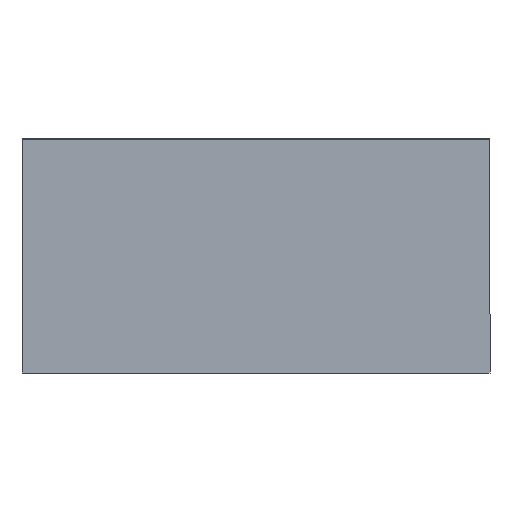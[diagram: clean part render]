
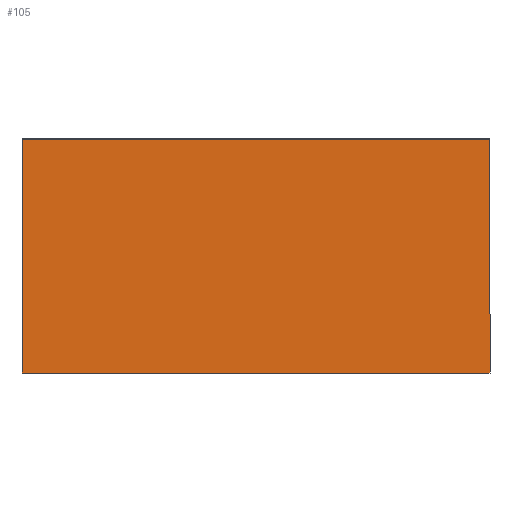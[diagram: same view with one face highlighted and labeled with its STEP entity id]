
A CAD part, left-side view. The second image highlights one B-rep face of the part: STEP entity #105.
In plain terms, the highlighted face is planar.
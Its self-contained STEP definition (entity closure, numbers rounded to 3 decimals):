
#105 = ADVANCED_FACE( '', ( #177 ), #178, .T. );
#177 = FACE_OUTER_BOUND( '', #227, .T. );
#178 = PLANE( '', #228 );
#227 = EDGE_LOOP( '', ( #310, #311, #312, #313 ) );
#228 = AXIS2_PLACEMENT_3D( '', #314, #315, #316 );
#310 = ORIENTED_EDGE( '', *, *, #365, .T. );
#311 = ORIENTED_EDGE( '', *, *, #335, .T. );
#312 = ORIENTED_EDGE( '', *, *, #345, .T. );
#313 = ORIENTED_EDGE( '', *, *, #356, .T. );
#314 = CARTESIAN_POINT( '', ( 0., 0., -0.375 ) );
#315 = DIRECTION( '', ( 0., 0., -1. ) );
#316 = DIRECTION( '', ( -1., 0., 0. ) );
#335 = EDGE_CURVE( '', #371, #372, #373, .T. );
#345 = EDGE_CURVE( '', #372, #389, #390, .T. );
#356 = EDGE_CURVE( '', #389, #405, #406, .T. );
#365 = EDGE_CURVE( '', #405, #371, #417, .T. );
#371 = VERTEX_POINT( '', #423 );
#372 = VERTEX_POINT( '', #424 );
#373 = LINE( '', #425, #426 );
#389 = VERTEX_POINT( '', #449 );
#390 = LINE( '', #450, #451 );
#405 = VERTEX_POINT( '', #473 );
#406 = LINE( '', #474, #475 );
#417 = LINE( '', #491, #492 );
#423 = CARTESIAN_POINT( '', ( 1.25, -0.625, -0.375 ) );
#424 = CARTESIAN_POINT( '', ( -1.25, -0.625, -0.375 ) );
#425 = CARTESIAN_POINT( '', ( 1.25, -0.625, -0.375 ) );
#426 = VECTOR( '', #498, 1000. );
#449 = CARTESIAN_POINT( '', ( -1.25, 0.625, -0.375 ) );
#450 = CARTESIAN_POINT( '', ( -1.25, -0.625, -0.375 ) );
#451 = VECTOR( '', #506, 1000. );
#473 = CARTESIAN_POINT( '', ( 1.25, 0.625, -0.375 ) );
#474 = CARTESIAN_POINT( '', ( -1.25, 0.625, -0.375 ) );
#475 = VECTOR( '', #514, 1000. );
#491 = CARTESIAN_POINT( '', ( 1.25, 0.625, -0.375 ) );
#492 = VECTOR( '', #520, 1000. );
#498 = DIRECTION( '', ( -1., 0., 0. ) );
#506 = DIRECTION( '', ( 0., 1., 0. ) );
#514 = DIRECTION( '', ( 1., 0., 0. ) );
#520 = DIRECTION( '', ( 0., -1., 0. ) );
